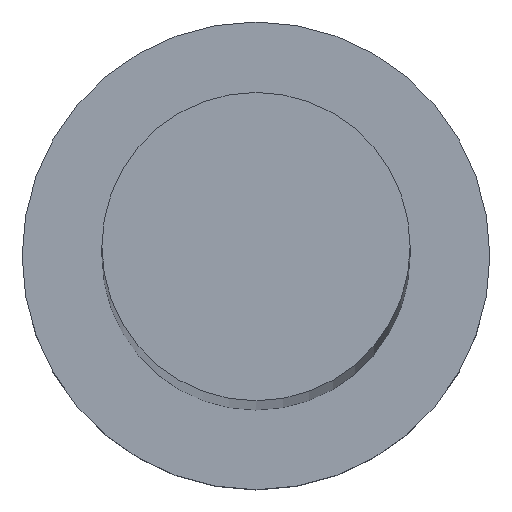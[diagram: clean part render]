
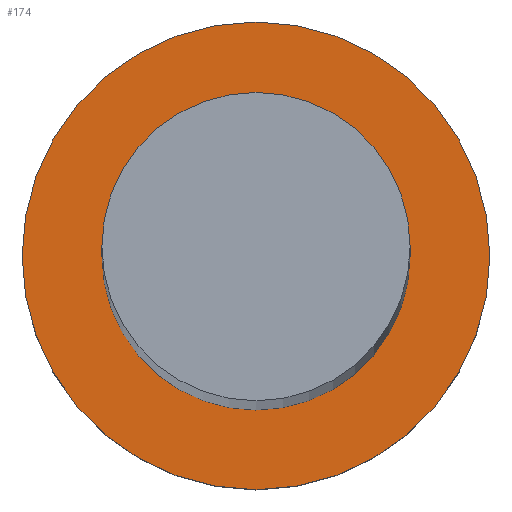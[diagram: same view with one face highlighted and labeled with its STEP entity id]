
A CAD part, top view. The second image highlights one B-rep face of the part: STEP entity #174.
In plain terms, the highlighted planar face has unit normal (0, 0, 1).
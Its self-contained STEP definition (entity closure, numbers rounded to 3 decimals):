
#8 = VERTEX_POINT ( 'NONE', #242 ) ;
#11 = DIRECTION ( 'NONE',  ( 1., 0., 0. ) ) ;
#12 = VERTEX_POINT ( 'NONE', #191 ) ;
#13 = CARTESIAN_POINT ( 'NONE',  ( 0., 0., 7. ) ) ;
#17 = CARTESIAN_POINT ( 'NONE',  ( 0., 0., 7. ) ) ;
#18 = AXIS2_PLACEMENT_3D ( 'NONE', #74, #95, #248 ) ;
#22 = EDGE_CURVE ( 'NONE', #67, #8, #118, .T. ) ;
#34 = FACE_OUTER_BOUND ( 'NONE', #243, .T. ) ;
#35 = FACE_BOUND ( 'NONE', #106, .T. ) ;
#67 = VERTEX_POINT ( 'NONE', #189 ) ;
#73 = ORIENTED_EDGE ( 'NONE', *, *, #181, .F. ) ;
#74 = CARTESIAN_POINT ( 'NONE',  ( 0., 0., 7. ) ) ;
#85 = AXIS2_PLACEMENT_3D ( 'NONE', #17, #229, #163 ) ;
#91 = DIRECTION ( 'NONE',  ( 0., 0., 1. ) ) ;
#92 = AXIS2_PLACEMENT_3D ( 'NONE', #96, #112, #11 ) ;
#93 = EDGE_CURVE ( 'NONE', #8, #67, #214, .T. ) ;
#95 = DIRECTION ( 'NONE',  ( 0., 0., 1. ) ) ;
#96 = CARTESIAN_POINT ( 'NONE',  ( 0., 0., 7. ) ) ;
#106 = EDGE_LOOP ( 'NONE', ( #186, #73 ) ) ;
#110 = CARTESIAN_POINT ( 'NONE',  ( 0., 0., 7. ) ) ;
#112 = DIRECTION ( 'NONE',  ( 0., 0., 1. ) ) ;
#118 = CIRCLE ( 'NONE', #85, 11. ) ;
#124 = AXIS2_PLACEMENT_3D ( 'NONE', #13, #204, #203 ) ;
#125 = AXIS2_PLACEMENT_3D ( 'NONE', #110, #91, #168 ) ;
#126 = ORIENTED_EDGE ( 'NONE', *, *, #93, .T. ) ;
#156 = EDGE_CURVE ( 'NONE', #12, #245, #235, .T. ) ;
#163 = DIRECTION ( 'NONE',  ( 1., 0., 0. ) ) ;
#168 = DIRECTION ( 'NONE',  ( 1., 0., 0. ) ) ;
#174 = ADVANCED_FACE ( 'NONE', ( #35, #34 ), #244, .T. ) ;
#175 = CARTESIAN_POINT ( 'NONE',  ( 7.25, 0., 7. ) ) ;
#181 = EDGE_CURVE ( 'NONE', #245, #12, #252, .T. ) ;
#186 = ORIENTED_EDGE ( 'NONE', *, *, #156, .F. ) ;
#188 = ORIENTED_EDGE ( 'NONE', *, *, #22, .T. ) ;
#189 = CARTESIAN_POINT ( 'NONE',  ( -11., 0., 7. ) ) ;
#191 = CARTESIAN_POINT ( 'NONE',  ( -7.25, 0., 7. ) ) ;
#203 = DIRECTION ( 'NONE',  ( 1., 0., 0. ) ) ;
#204 = DIRECTION ( 'NONE',  ( 0., 0., 1. ) ) ;
#214 = CIRCLE ( 'NONE', #92, 11. ) ;
#229 = DIRECTION ( 'NONE',  ( 0., 0., 1. ) ) ;
#235 = CIRCLE ( 'NONE', #124, 7.25 ) ;
#242 = CARTESIAN_POINT ( 'NONE',  ( 11., 0., 7. ) ) ;
#243 = EDGE_LOOP ( 'NONE', ( #188, #126 ) ) ;
#244 = PLANE ( 'NONE',  #125 ) ;
#245 = VERTEX_POINT ( 'NONE', #175 ) ;
#248 = DIRECTION ( 'NONE',  ( 1., 0., 0. ) ) ;
#252 = CIRCLE ( 'NONE', #18, 7.25 ) ;
